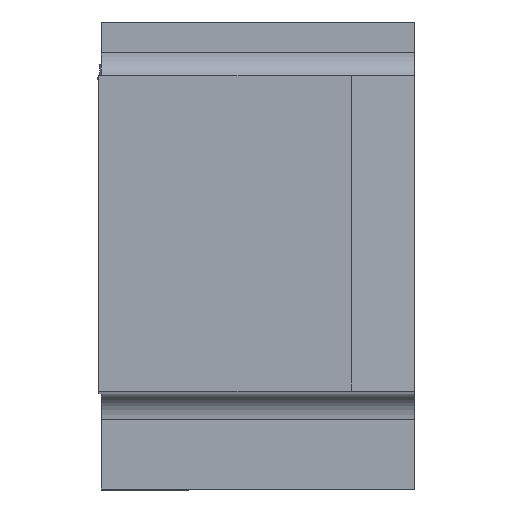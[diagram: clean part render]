
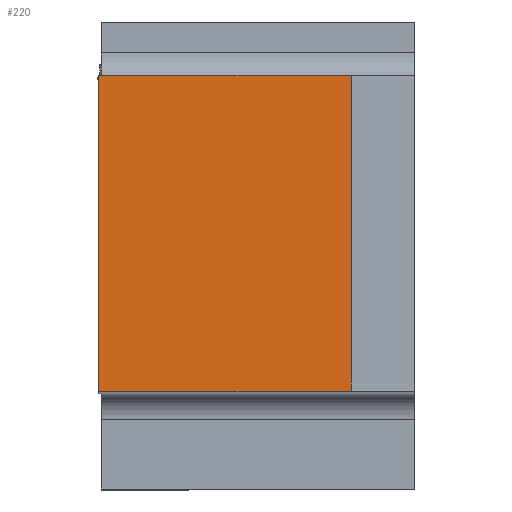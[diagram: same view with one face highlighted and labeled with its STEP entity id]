
A CAD part, top view. The second image highlights one B-rep face of the part: STEP entity #220.
In plain terms, the highlighted planar face has unit normal (0, 0, 1).
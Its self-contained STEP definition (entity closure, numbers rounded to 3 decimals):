
#220=ADVANCED_FACE('CU_BACK_SU1',(#354),#313,.F.);
#313=PLANE('',#1957);
#354=FACE_OUTER_BOUND('',#447,.T.);
#447=EDGE_LOOP('',(#653,#654,#655,#656));
#653=ORIENTED_EDGE('',*,*,#1289,.T.);
#654=ORIENTED_EDGE('',*,*,#1334,.T.);
#655=ORIENTED_EDGE('',*,*,#1299,.T.);
#656=ORIENTED_EDGE('',*,*,#1335,.F.);
#1118=VERTEX_POINT('',#2611);
#1119=VERTEX_POINT('',#2613);
#1123=VERTEX_POINT('',#2623);
#1127=VERTEX_POINT('',#2631);
#1289=EDGE_CURVE('',#1119,#1118,#1545,.T.);
#1299=EDGE_CURVE('',#1123,#1127,#1553,.T.);
#1334=EDGE_CURVE('',#1118,#1123,#1575,.T.);
#1335=EDGE_CURVE('',#1119,#1127,#1576,.T.);
#1545=LINE('',#2612,#1701);
#1553=LINE('',#2632,#1709);
#1575=LINE('',#2750,#1731);
#1576=LINE('',#2751,#1732);
#1701=VECTOR('',#2117,1.);
#1709=VECTOR('',#2131,1.);
#1731=VECTOR('',#2177,1.);
#1732=VECTOR('',#2178,1.);
#1957=AXIS2_PLACEMENT_3D('',#2752,#2179,#2180);
#2117=DIRECTION('',(1.,0.,0.));
#2131=DIRECTION('',(-1.,0.,0.));
#2177=DIRECTION('',(0.,1.,0.));
#2178=DIRECTION('',(0.,1.,0.));
#2179=DIRECTION('',(0.,0.,-1.));
#2180=DIRECTION('',(-1.,0.,0.));
#2611=CARTESIAN_POINT('',(-1.983,0.,0.));
#2612=CARTESIAN_POINT('',(22.496,0.,0.));
#2613=CARTESIAN_POINT('',(-9.925,0.,0.));
#2623=CARTESIAN_POINT('',(-1.983,9.925,0.));
#2631=CARTESIAN_POINT('',(-9.925,9.925,0.));
#2632=CARTESIAN_POINT('',(22.496,9.925,0.));
#2750=CARTESIAN_POINT('',(-1.983,0.,0.));
#2751=CARTESIAN_POINT('',(-9.925,29.925,0.));
#2752=CARTESIAN_POINT('',(22.496,29.925,0.));
